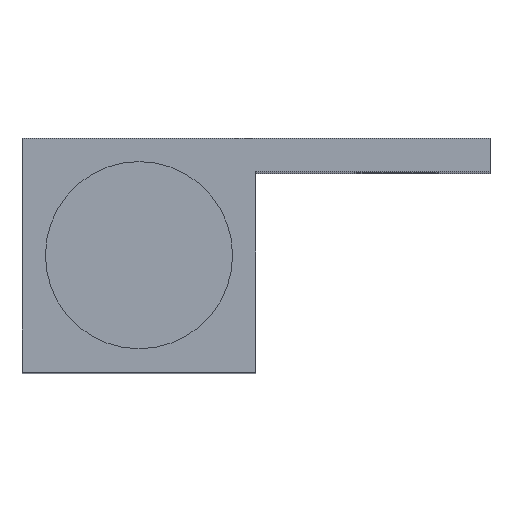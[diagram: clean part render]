
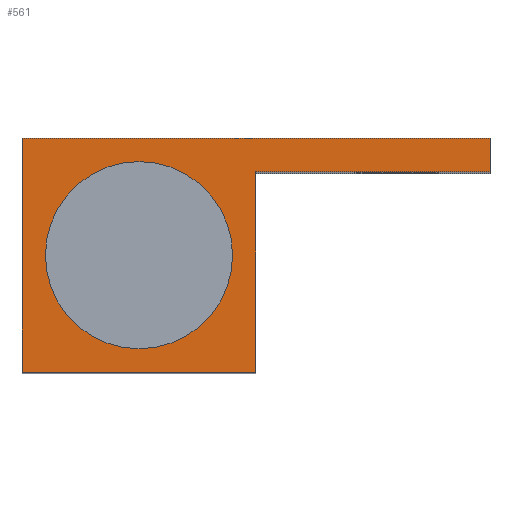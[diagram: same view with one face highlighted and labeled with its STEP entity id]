
A CAD part, top view. The second image highlights one B-rep face of the part: STEP entity #561.
In plain terms, the highlighted planar face has unit normal (0, 0, 1).
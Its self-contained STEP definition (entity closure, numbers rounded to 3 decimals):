
#360=CARTESIAN_POINT('POINT2136',(-18.642,-6.25,
   10.));
#361=VERTEX_POINT('VERTEX2136',#360);
#368=CARTESIAN_POINT('POINT2137',(-8.642,-6.25,
   10.));
#369=VERTEX_POINT('VERTEX2137',#368);
#370=CARTESIAN_POINT('POS3148',(-13.642,-6.25,
   10.));
#371=DIRECTION('DIR5115',(0.,0.,-1.));
#372=DIRECTION('DIR5116',(-1.,0.,0.));
#373=AXIS2_PLACEMENT_3D('AXIS1968',#370,#371,#372);
#374=CIRCLE('ELLIPSE1079',#373,5.);
#375=EDGE_CURVE('EDGE3402',#369,#361,#374,.T.);
#395=EDGE_CURVE('EDGE3404',#361,#369,#374,.T.);
#502=ORIENTED_EDGE('COEDGE6823',*,*,#395,.T.);
#503=ORIENTED_EDGE('COEDGE6824',*,*,#375,.T.);
#504=EDGE_LOOP('NONE',(#502,#503));
#505=FACE_BOUND('LOOP1',#504,.T.);
#506=CARTESIAN_POINT('POINT2146',(-7.392,-12.5,10.));
#507=VERTEX_POINT('VERTEX2146',#506);
#508=CARTESIAN_POINT('POINT2147',(-7.392,-1.8,
   10.));
#509=VERTEX_POINT('VERTEX2147',#508);
#510=CARTESIAN_POINT('POS3161',(-7.392,-7.15,
   10.));
#511=DIRECTION('DIR5136',(0.,1.,0.));
#512=VECTOR('VEC1186',#511,1.);
#513=LINE('STRAIGHT1186',#510,#512);
#514=EDGE_CURVE('EDGE3417',#507,#509,#513,.T.);
#515=ORIENTED_EDGE('COEDGE6825',*,*,#514,.T.);
#516=CARTESIAN_POINT('POINT2148',(5.108,-1.8,
   10.));
#517=VERTEX_POINT('VERTEX2148',#516);
#518=CARTESIAN_POINT('POS3162',(-1.142,-1.8,10.));
#519=DIRECTION('DIR5137',(1.,0.,0.));
#520=VECTOR('VEC1187',#519,1.);
#521=LINE('STRAIGHT1187',#518,#520);
#522=EDGE_CURVE('EDGE3418',#509,#517,#521,.T.);
#523=ORIENTED_EDGE('COEDGE6826',*,*,#522,.T.);
#524=CARTESIAN_POINT('POINT2149',(5.108,0.,
   10.));
#525=VERTEX_POINT('VERTEX2149',#524);
#526=CARTESIAN_POINT('POS3163',(5.108,-6.25,
   10.));
#527=DIRECTION('DIR5138',(0.,-1.,0.));
#528=VECTOR('VEC1188',#527,1.);
#529=LINE('STRAIGHT1188',#526,#528);
#530=EDGE_CURVE('EDGE3419',#525,#517,#529,.T.);
#531=ORIENTED_EDGE('COEDGE6827',*,*,#530,.F.);
#532=CARTESIAN_POINT('POINT2150',(-19.892,0.,
   10.));
#533=VERTEX_POINT('VERTEX2150',#532);
#534=CARTESIAN_POINT('POS3164',(-7.392,0.,
   10.));
#535=DIRECTION('DIR5139',(-1.,0.,0.));
#536=VECTOR('VEC1189',#535,1.);
#537=LINE('STRAIGHT1189',#534,#536);
#538=EDGE_CURVE('EDGE3420',#525,#533,#537,.T.);
#539=ORIENTED_EDGE('COEDGE6828',*,*,#538,.T.);
#540=CARTESIAN_POINT('POINT2151',(-19.892,-12.5,10.));
#541=VERTEX_POINT('VERTEX2151',#540);
#542=CARTESIAN_POINT('POS3165',(-19.892,-6.25,
   10.));
#543=DIRECTION('DIR5140',(0.,1.,0.));
#544=VECTOR('VEC1190',#543,1.);
#545=LINE('STRAIGHT1190',#542,#544);
#546=EDGE_CURVE('EDGE3421',#541,#533,#545,.T.);
#547=ORIENTED_EDGE('COEDGE6829',*,*,#546,.F.);
#548=CARTESIAN_POINT('POS3166',(-7.392,-12.5,10.));
#549=DIRECTION('DIR5141',(-1.,0.,0.));
#550=VECTOR('VEC1191',#549,1.);
#551=LINE('STRAIGHT1191',#548,#550);
#552=EDGE_CURVE('EDGE3422',#507,#541,#551,.T.);
#553=ORIENTED_EDGE('COEDGE6830',*,*,#552,.F.);
#554=EDGE_LOOP('NONE',(#515,#523,#531,#539,#547,#553));
#555=FACE_BOUND('LOOP1',#554,.T.);
#556=CARTESIAN_POINT('POS3167',(-7.392,-6.25,
   10.));
#557=DIRECTION('DIR5142',(0.,0.,-1.));
#558=DIRECTION('DIR5143',(1.,0.,0.));
#559=AXIS2_PLACEMENT_3D('AXIS1976',#556,#557,#558);
#560=PLANE('PLANE455',#559);
#561=ADVANCED_FACE('FACE1525',(#505,#555),#560,.F.);
